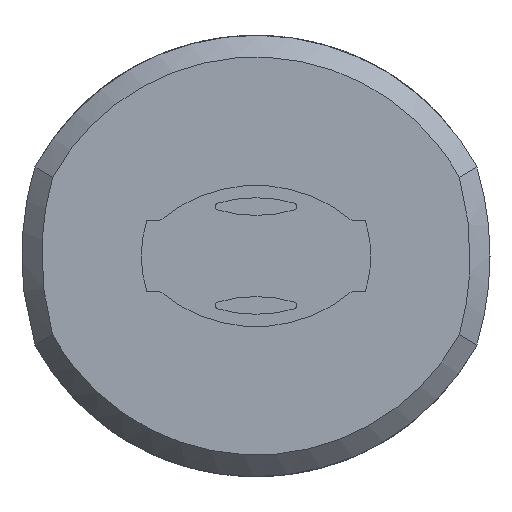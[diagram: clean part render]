
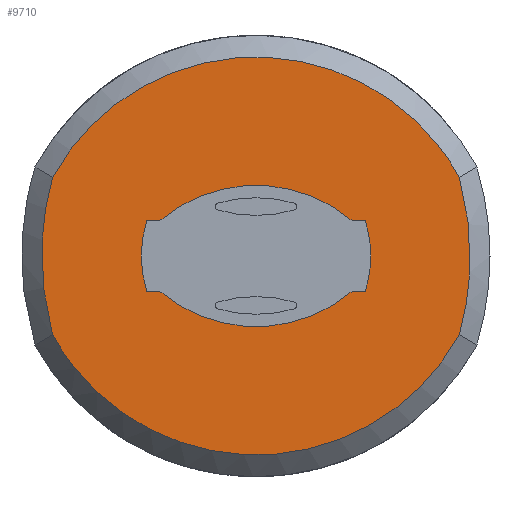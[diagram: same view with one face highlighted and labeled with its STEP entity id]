
A CAD part, front view. The second image highlights one B-rep face of the part: STEP entity #9710.
In plain terms, the highlighted planar face has unit normal (0, -1, 0).
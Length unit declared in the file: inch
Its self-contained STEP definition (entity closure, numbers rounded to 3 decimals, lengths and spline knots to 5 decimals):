
#9 = EDGE_CURVE ( 'NONE', #2617, #9682, #7051, .T. ) ;
#30 = AXIS2_PLACEMENT_3D ( 'NONE', #2618, #1015, #3675 ) ;
#62 = LINE ( 'NONE', #9119, #11170 ) ;
#69 = CARTESIAN_POINT ( 'NONE',  ( 0.2127, 0., 0.2 ) ) ;
#138 = VERTEX_POINT ( 'NONE', #1948 ) ;
#225 = VERTEX_POINT ( 'NONE', #1367 ) ;
#290 = ORIENTED_EDGE ( 'NONE', *, *, #3362, .F. ) ;
#321 = CARTESIAN_POINT ( 'NONE',  ( 1.15181, 0., -0.44585 ) ) ;
#362 = CARTESIAN_POINT ( 'NONE',  ( -1.15181, 0., 0.44585 ) ) ;
#367 = DIRECTION ( 'NONE',  ( -1., 0., 0. ) ) ;
#526 = EDGE_LOOP ( 'NONE', ( #290, #10773, #7934, #5762 ) ) ;
#682 = VERTEX_POINT ( 'NONE', #6649 ) ;
#728 = DIRECTION ( 'NONE',  ( 0., 1., 0. ) ) ;
#865 = CARTESIAN_POINT ( 'NONE',  ( -0.87032, 0., 0.82457 ) ) ;
#1015 = DIRECTION ( 'NONE',  ( 0., 1., 0. ) ) ;
#1183 = CARTESIAN_POINT ( 'NONE',  ( 0., 0., 0.44 ) ) ;
#1357 = CARTESIAN_POINT ( 'NONE',  ( -1.23386, 0., -0.15562 ) ) ;
#1367 = CARTESIAN_POINT ( 'NONE',  ( 0.54406, 0., 0.2 ) ) ;
#1435 = EDGE_CURVE ( 'NONE', #5239, #1601, #5060, .T. ) ;
#1437 = AXIS2_PLACEMENT_3D ( 'NONE', #11207, #2213, #3046 ) ;
#1541 = FACE_OUTER_BOUND ( 'NONE', #526, .T. ) ;
#1601 = VERTEX_POINT ( 'NONE', #5377 ) ;
#1758 = CARTESIAN_POINT ( 'NONE',  ( -0.23392, 0., 1.12643 ) ) ;
#1806 = AXIS2_PLACEMENT_3D ( 'NONE', #4453, #728, #10939 ) ;
#1944 = ORIENTED_EDGE ( 'NONE', *, *, #7114, .T. ) ;
#1948 = CARTESIAN_POINT ( 'NONE',  ( -1.15181, 0., -0.44585 ) ) ;
#1974 = DIRECTION ( 'NONE',  ( 1., 0., 0. ) ) ;
#2030 = CIRCLE ( 'NONE', #10403, 0.65 ) ;
#2134 = CARTESIAN_POINT ( 'NONE',  ( -0.46753, 0., -1.06257 ) ) ;
#2213 = DIRECTION ( 'NONE',  ( 0., 1., 0. ) ) ;
#2241 = VERTEX_POINT ( 'NONE', #8400 ) ;
#2396 = VECTOR ( 'NONE', #1974, 39.37008 ) ;
#2452 = CARTESIAN_POINT ( 'NONE',  ( -1.15181, 0., 0.44585 ) ) ;
#2562 = CARTESIAN_POINT ( 'NONE',  ( -0.54406, 0., -0.2 ) ) ;
#2617 = VERTEX_POINT ( 'NONE', #2452 ) ;
#2618 = CARTESIAN_POINT ( 'NONE',  ( 0., 0., -0.44 ) ) ;
#2654 = CARTESIAN_POINT ( 'NONE',  ( -1.15181, 0., 0.44585 ) ) ;
#3046 = DIRECTION ( 'NONE',  ( 1., 0., 0. ) ) ;
#3153 = CARTESIAN_POINT ( 'NONE',  ( -1.15181, 0., -0.44585 ) ) ;
#3163 = DIRECTION ( 'NONE',  ( 1., 0., 0. ) ) ;
#3256 = ORIENTED_EDGE ( 'NONE', *, *, #10378, .T. ) ;
#3362 = EDGE_CURVE ( 'NONE', #2241, #138, #4174, .T. ) ;
#3371 = ORIENTED_EDGE ( 'NONE', *, *, #5825, .T. ) ;
#3675 = DIRECTION ( 'NONE',  ( 1., 0., 0. ) ) ;
#3934 = CARTESIAN_POINT ( 'NONE',  ( 0.87032, 0., -0.82457 ) ) ;
#4042 = CARTESIAN_POINT ( 'NONE',  ( -0.87032, 0., -0.82457 ) ) ;
#4050 = LINE ( 'NONE', #11426, #10152 ) ;
#4174 = B_SPLINE_CURVE_WITH_KNOTS ( 'NONE', 3,
 ( #10162, #10285, #3934, #5739, #8360, #9453, #2134, #4042, #7662, #3153 ),
 .UNSPECIFIED., .F., .F.,
 ( 4, 2, 2, 2, 4 ),
 ( 0., 0.25, 0.5, 0.75, 1. ),
 .UNSPECIFIED. ) ;
#4203 = AXIS2_PLACEMENT_3D ( 'NONE', #7132, #7013, #11639 ) ;
#4375 = VERTEX_POINT ( 'NONE', #7449 ) ;
#4396 = CIRCLE ( 'NONE', #4203, 0.65 ) ;
#4453 = CARTESIAN_POINT ( 'NONE',  ( 0.2127, 0., 0.09427 ) ) ;
#4489 = DIRECTION ( 'NONE',  ( -1., 0., 0. ) ) ;
#4501 = CARTESIAN_POINT ( 'NONE',  ( -1.03889, 0., 0.65088 ) ) ;
#4818 = DIRECTION ( 'NONE',  ( 0., 1., 0. ) ) ;
#4835 = CARTESIAN_POINT ( 'NONE',  ( 1.23386, 0., 0.15562 ) ) ;
#4908 = CIRCLE ( 'NONE', #5299, 0.84 ) ;
#4951 = EDGE_CURVE ( 'NONE', #138, #2617, #7629, .T. ) ;
#5056 = EDGE_CURVE ( 'NONE', #225, #4375, #4050, .T. ) ;
#5060 = LINE ( 'NONE', #6828, #5162 ) ;
#5095 = DIRECTION ( 'NONE',  ( 1., 0., 0. ) ) ;
#5162 = VECTOR ( 'NONE', #367, 39.37008 ) ;
#5239 = VERTEX_POINT ( 'NONE', #2562 ) ;
#5299 = AXIS2_PLACEMENT_3D ( 'NONE', #1183, #4818, #8399 ) ;
#5376 = ORIENTED_EDGE ( 'NONE', *, *, #6963, .T. ) ;
#5377 = CARTESIAN_POINT ( 'NONE',  ( -0.61847, 0., -0.2 ) ) ;
#5707 = CARTESIAN_POINT ( 'NONE',  ( 0.54406, 0., -0.2 ) ) ;
#5736 = CARTESIAN_POINT ( 'NONE',  ( 1.15181, 0., 0.44585 ) ) ;
#5739 = CARTESIAN_POINT ( 'NONE',  ( 0.46753, 0., -1.06257 ) ) ;
#5762 = ORIENTED_EDGE ( 'NONE', *, *, #4951, .F. ) ;
#5825 = EDGE_CURVE ( 'NONE', #9176, #682, #11092, .T. ) ;
#5857 = CARTESIAN_POINT ( 'NONE',  ( 1.15181, 0., 0.44585 ) ) ;
#5916 = CARTESIAN_POINT ( 'NONE',  ( 0.87032, 0., 0.82457 ) ) ;
#5935 = CARTESIAN_POINT ( 'NONE',  ( 0., 0., 0. ) ) ;
#6069 = ORIENTED_EDGE ( 'NONE', *, *, #5056, .T. ) ;
#6469 = CIRCLE ( 'NONE', #30, 0.84 ) ;
#6478 = EDGE_CURVE ( 'NONE', #11153, #5239, #4908, .T. ) ;
#6645 = VERTEX_POINT ( 'NONE', #10443 ) ;
#6649 = CARTESIAN_POINT ( 'NONE',  ( -0.54406, 0., 0.2 ) ) ;
#6828 = CARTESIAN_POINT ( 'NONE',  ( 0.2127, 0., -0.2 ) ) ;
#6894 = PLANE ( 'NONE',  #1806 ) ;
#6963 = EDGE_CURVE ( 'NONE', #1601, #9176, #2030, .T. ) ;
#6970 = B_SPLINE_CURVE_WITH_KNOTS ( 'NONE', 3,
 ( #5736, #4835, #8414, #321 ),
 .UNSPECIFIED., .F., .F.,
 ( 4, 4 ),
 ( 0., 1. ),
 .UNSPECIFIED. ) ;
#6973 = VERTEX_POINT ( 'NONE', #8809 ) ;
#7013 = DIRECTION ( 'NONE',  ( 0., 1., 0. ) ) ;
#7051 = B_SPLINE_CURVE_WITH_KNOTS ( 'NONE', 3,
 ( #2654, #4501, #865, #9890, #1758, #8107, #9949, #5916, #7665, #5857 ),
 .UNSPECIFIED., .F., .F.,
 ( 4, 2, 2, 2, 4 ),
 ( 0., 0.25, 0.5, 0.75, 1. ),
 .UNSPECIFIED. ) ;
#7114 = EDGE_CURVE ( 'NONE', #6645, #11153, #62, .T. ) ;
#7132 = CARTESIAN_POINT ( 'NONE',  ( 0., 0., 0. ) ) ;
#7449 = CARTESIAN_POINT ( 'NONE',  ( 0.61847, 0., 0.2 ) ) ;
#7495 = EDGE_CURVE ( 'NONE', #682, #225, #6469, .T. ) ;
#7629 = B_SPLINE_CURVE_WITH_KNOTS ( 'NONE', 3,
 ( #8464, #1357, #8402, #362 ),
 .UNSPECIFIED., .F., .F.,
 ( 4, 4 ),
 ( 0., 1. ),
 .UNSPECIFIED. ) ;
#7662 = CARTESIAN_POINT ( 'NONE',  ( -1.03889, 0., -0.65088 ) ) ;
#7665 = CARTESIAN_POINT ( 'NONE',  ( 1.03889, 0., 0.65088 ) ) ;
#7712 = CARTESIAN_POINT ( 'NONE',  ( 1.15181, 0., 0.44585 ) ) ;
#7742 = EDGE_LOOP ( 'NONE', ( #11636, #8503, #5376, #3371, #7774, #6069, #9762, #3256, #1944 ) ) ;
#7774 = ORIENTED_EDGE ( 'NONE', *, *, #7495, .T. ) ;
#7934 = ORIENTED_EDGE ( 'NONE', *, *, #9, .F. ) ;
#8107 = CARTESIAN_POINT ( 'NONE',  ( 0.23392, 0., 1.12643 ) ) ;
#8260 = EDGE_CURVE ( 'NONE', #4375, #6973, #4396, .T. ) ;
#8360 = CARTESIAN_POINT ( 'NONE',  ( 0.23392, 0., -1.12643 ) ) ;
#8399 = DIRECTION ( 'NONE',  ( 1., 0., 0. ) ) ;
#8400 = CARTESIAN_POINT ( 'NONE',  ( 1.15181, 0., -0.44585 ) ) ;
#8402 = CARTESIAN_POINT ( 'NONE',  ( -1.23386, 0., 0.15562 ) ) ;
#8414 = CARTESIAN_POINT ( 'NONE',  ( 1.23386, 0., -0.15562 ) ) ;
#8464 = CARTESIAN_POINT ( 'NONE',  ( -1.15181, 0., -0.44585 ) ) ;
#8503 = ORIENTED_EDGE ( 'NONE', *, *, #1435, .T. ) ;
#8809 = CARTESIAN_POINT ( 'NONE',  ( 0.65, 0., 0. ) ) ;
#9119 = CARTESIAN_POINT ( 'NONE',  ( 0.2127, 0., -0.2 ) ) ;
#9176 = VERTEX_POINT ( 'NONE', #10690 ) ;
#9453 = CARTESIAN_POINT ( 'NONE',  ( -0.23392, 0., -1.12643 ) ) ;
#9587 = DIRECTION ( 'NONE',  ( 0., 1., 0. ) ) ;
#9682 = VERTEX_POINT ( 'NONE', #7712 ) ;
#9710 = ADVANCED_FACE ( 'NONE', ( #1541, #11474 ), #6894, .F. ) ;
#9762 = ORIENTED_EDGE ( 'NONE', *, *, #8260, .T. ) ;
#9890 = CARTESIAN_POINT ( 'NONE',  ( -0.46753, 0., 1.06257 ) ) ;
#9949 = CARTESIAN_POINT ( 'NONE',  ( 0.46753, 0., 1.06257 ) ) ;
#10152 = VECTOR ( 'NONE', #3163, 39.37008 ) ;
#10162 = CARTESIAN_POINT ( 'NONE',  ( 1.15181, 0., -0.44585 ) ) ;
#10285 = CARTESIAN_POINT ( 'NONE',  ( 1.03889, 0., -0.65088 ) ) ;
#10378 = EDGE_CURVE ( 'NONE', #6973, #6645, #11508, .T. ) ;
#10403 = AXIS2_PLACEMENT_3D ( 'NONE', #5935, #9587, #5095 ) ;
#10443 = CARTESIAN_POINT ( 'NONE',  ( 0.61847, 0., -0.2 ) ) ;
#10690 = CARTESIAN_POINT ( 'NONE',  ( -0.61847, 0., 0.2 ) ) ;
#10773 = ORIENTED_EDGE ( 'NONE', *, *, #11471, .F. ) ;
#10939 = DIRECTION ( 'NONE',  ( 1., 0., 0. ) ) ;
#11092 = LINE ( 'NONE', #69, #2396 ) ;
#11153 = VERTEX_POINT ( 'NONE', #5707 ) ;
#11170 = VECTOR ( 'NONE', #4489, 39.37008 ) ;
#11207 = CARTESIAN_POINT ( 'NONE',  ( 0., 0., 0. ) ) ;
#11426 = CARTESIAN_POINT ( 'NONE',  ( 0.2127, 0., 0.2 ) ) ;
#11471 = EDGE_CURVE ( 'NONE', #9682, #2241, #6970, .T. ) ;
#11474 = FACE_BOUND ( 'NONE', #7742, .T. ) ;
#11508 = CIRCLE ( 'NONE', #1437, 0.65 ) ;
#11636 = ORIENTED_EDGE ( 'NONE', *, *, #6478, .T. ) ;
#11639 = DIRECTION ( 'NONE',  ( 1., 0., 0. ) ) ;
